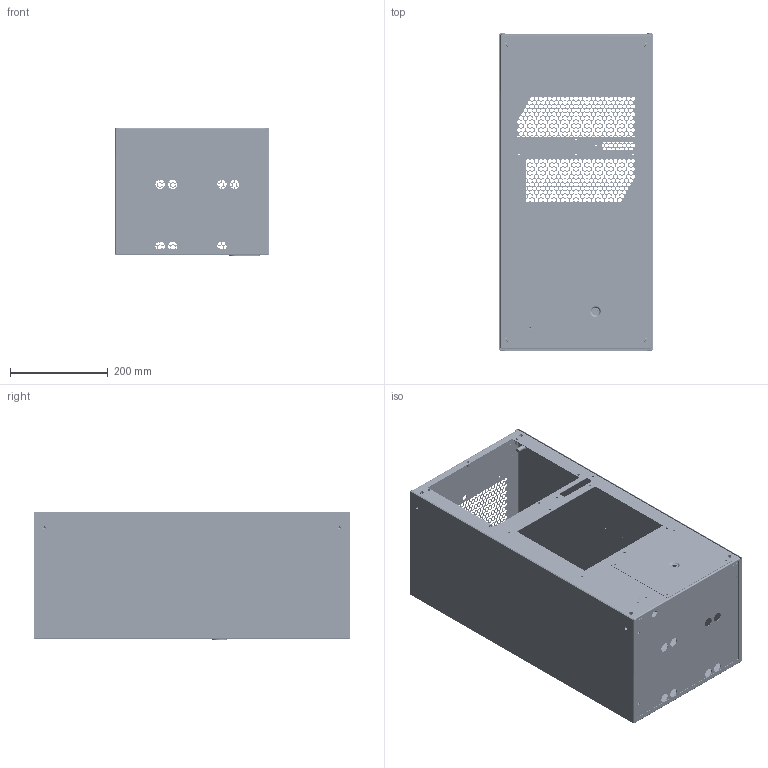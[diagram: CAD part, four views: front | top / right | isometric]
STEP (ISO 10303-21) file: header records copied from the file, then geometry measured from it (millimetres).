
FILE_DESCRIPTION((''),'2;1');
FILE_NAME('4305_STP_ASM_ASM','2013-10-31T',('andreso'),(''),'PRO/ENGINEER BY PARAMETRIC TECHNOLOGY CORPORATION, 2010040','PRO/ENGINEER BY PARAMETRIC TECHNOLOGY CORPORATION, 2010040','');
FILE_SCHEMA(('AUTOMOTIVE_DESIGN_CC2 { 1 2 10303 214 -1 1 5 2 }'));
Products named in the file (12): KG4305_08_10_HOUSING_1; POPNUT_M6_HEX_CLOSED_ST_1; POPNUT_M6_HEX_OPEN_ROHS_1; POPNUT_M4_HEX_OPEN_STEEL_1; KG4305_08_10_TRANSFORMER_BRKT_1; KG4305_08_10_HOUSING_ASM_1_ASM; KG4305_08_10_COVER_1; KG4305_08_10_COVER_ASM_1_ASM; KG4305_08_10_TOP_COVER_1; CAREL_PJEZS0GB00_1; ASM0001_ASM; 4305_STP_ASM_ASM
Assembly tree (22 placements, depth 4):
  4305_STP_ASM_ASM
    ASM0001_ASM
      KG4305_08_10_HOUSING_ASM_1_ASM
        KG4305_08_10_HOUSING_1
        POPNUT_M6_HEX_CLOSED_ST_1  x4
        POPNUT_M6_HEX_OPEN_ROHS_1  x4
        POPNUT_M4_HEX_OPEN_STEEL_1  x6
        KG4305_08_10_TRANSFORMER_BRKT_1
      KG4305_08_10_COVER_ASM_1_ASM
        KG4305_08_10_COVER_1
      KG4305_08_10_TOP_COVER_1
      CAREL_PJEZS0GB00_1
Bounding box: 315 x 650 x 263.1 mm (x, y, z)
Volume: 1113670.4 mm3; surface area: 2236447.8 mm2
Topology: 19 solids, 19 shells, 3470 faces, 9924 edges, 6512 vertices
Faces by surface type: cylinder 2558, plane 792, cone 88, bspline 18, torus 14
Entity records: 126644 total; most frequent: DIRECTION 19941, CARTESIAN_POINT 18440, ORIENTED_EDGE 17590, EDGE_CURVE 8795, AXIS2_PLACEMENT_3D 8153, PRESENTATION_STYLE_ASSIGNMENT 6027, STYLED_ITEM 6023, CURVE_STYLE 6011
